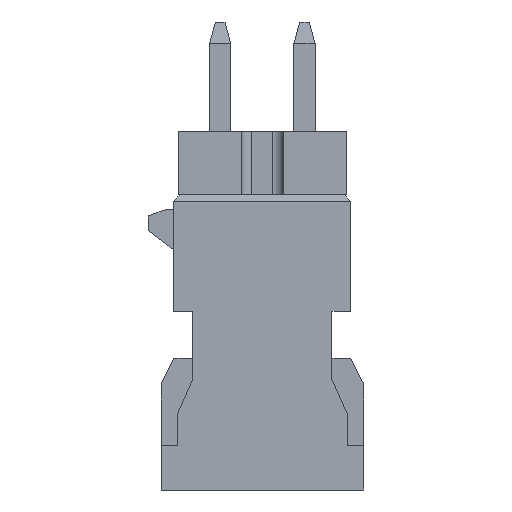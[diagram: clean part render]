
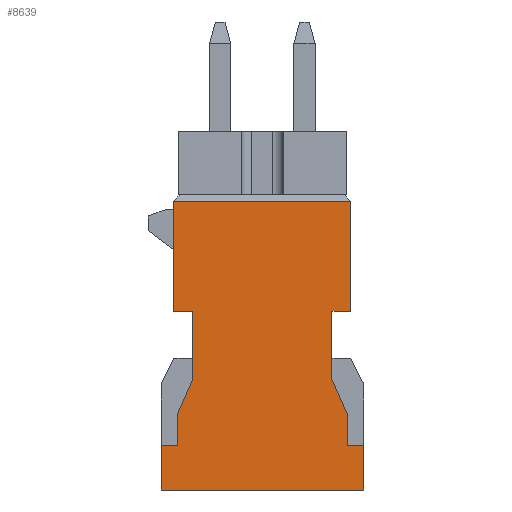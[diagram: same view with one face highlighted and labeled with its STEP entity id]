
A CAD part, left-side view. The second image highlights one B-rep face of the part: STEP entity #8639.
In plain terms, the highlighted planar face has unit normal (-1, 0, 0).
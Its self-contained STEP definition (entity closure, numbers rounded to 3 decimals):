
#13=DIRECTION('',(0.,0.,1.));
#56=DIRECTION('',(1.,0.,0.));
#62=( GEOMETRIC_REPRESENTATION_CONTEXT(2) PARAMETRIC_REPRESENTATION_CONTEXT() REPRESENTATION_CONTEXT('2D SPACE',''  ) );
#71=VECTOR('',#72,1.);
#72=DIRECTION('',(1.,0.));
#84=VECTOR('',#85,1.);
#85=DIRECTION('',(-1.,0.));
#106=VECTOR('',#107,1.);
#107=DIRECTION('',(0.,-1.));
#545=VECTOR('',#546,1.);
#546=DIRECTION('',(0.,1.));
#604=VECTOR('',#605,1.);
#605=DIRECTION('',(-0.407,-0.914));
#648=VECTOR('',#649,1.);
#649=DIRECTION('',(-0.407,0.914));
#2647=DIRECTION('',(-1.,0.,0.));
#7628=VECTOR('',#7629,1.);
#7629=DIRECTION('',(0.,1.,0.));
#7658=VECTOR('',#7659,1.);
#7659=DIRECTION('',(0.,-1.,0.));
#7664=PLANE('',#7665);
#7665=AXIS2_PLACEMENT_3D('',#7666,#7667,#7659);
#7666=CARTESIAN_POINT('',(-4.95,2.1,0.));
#7667=DIRECTION('',(0.707,0.,-0.707));
#8261=VERTEX_POINT('',#8262);
#8262=CARTESIAN_POINT('',(-5.1,2.1,-0.15));
#8270=PLANE('',#8271);
#8271=AXIS2_PLACEMENT_3D('',#8272,#7659,#8273);
#8272=CARTESIAN_POINT('',(5.1,2.1,0.));
#8273=DIRECTION('',(0.,0.,-1.));
#8308=EDGE_CURVE('',#8261,#8309,#8311,.T.);
#8309=VERTEX_POINT('',#8310);
#8310=CARTESIAN_POINT('',(-5.1,2.1,-2.76));
#8311=SURFACE_CURVE('',#8312,(#8314,#8318),.PCURVE_S1.);
#8312=LINE('',#8262,#8313);
#8313=VECTOR('',#8273,1.);
#8314=PCURVE('',#8270,#8315);
#8315=DEFINITIONAL_REPRESENTATION('',(#8316),#62);
#8316=LINE('',#8317,#71);
#8317=CARTESIAN_POINT('',(0.15,-10.2));
#8318=PCURVE('',#8319,#8322);
#8319=PLANE('',#8320);
#8320=AXIS2_PLACEMENT_3D('',#8321,#2647,#7659);
#8321=CARTESIAN_POINT('',(-5.1,2.4,0.));
#8322=DEFINITIONAL_REPRESENTATION('',(#8323),#62);
#8323=LINE('',#8324,#106);
#8324=CARTESIAN_POINT('',(0.3,-0.15));
#8328=CARTESIAN_POINT('',(5.1,2.1,-2.76));
#8336=PLANE('',#8337);
#8337=AXIS2_PLACEMENT_3D('',#8328,#13,#7659);
#8347=DEFINITIONAL_REPRESENTATION('',(#8348),#62);
#8348=LINE('',#8349,#106);
#8349=CARTESIAN_POINT('',(4.5,-0.15));
#8639=ADVANCED_FACE('',(#8640),#8319,.T.);
#8640=FACE_BOUND('',#8641,.F.);
#8641=EDGE_LOOP('',(#8642,#8643,#8656,#8670,#8687,#8702,#8719,    #8733,#8747,#8763,#8780,#8794,#8810,#8824,#8841,#8855));
#8642=ORIENTED_EDGE('',*,*,#8308,.F.);
#8643=ORIENTED_EDGE('',*,*,#8644,.T.);
#8644=EDGE_CURVE('',#8261,#8645,#8647,.T.);
#8645=VERTEX_POINT('',#8646);
#8646=CARTESIAN_POINT('',(-5.1,-2.1,-0.15));
#8647=SURFACE_CURVE('',#8648,(#8649,#8652),.PCURVE_S1.);
#8648=LINE('',#8262,#7658);
#8649=PCURVE('',#8319,#8650);
#8650=DEFINITIONAL_REPRESENTATION('',(#8651),#62);
#8651=LINE('',#8324,#71);
#8652=PCURVE('',#7664,#8653);
#8653=DEFINITIONAL_REPRESENTATION('',(#8654),#62);
#8654=LINE('',#8655,#71);
#8655=CARTESIAN_POINT('',(-0.,0.212));
#8656=ORIENTED_EDGE('',*,*,#8657,.T.);
#8657=EDGE_CURVE('',#8645,#8658,#8660,.T.);
#8658=VERTEX_POINT('',#8659);
#8659=CARTESIAN_POINT('',(-5.1,-2.1,-2.76));
#8660=SURFACE_CURVE('',#8661,(#8662,#8663),.PCURVE_S1.);
#8661=LINE('',#8646,#8313);
#8662=PCURVE('',#8319,#8347);
#8663=PCURVE('',#8664,#8667);
#8664=PLANE('',#8665);
#8665=AXIS2_PLACEMENT_3D('',#8666,#7629,#13);
#8666=CARTESIAN_POINT('',(5.1,-2.1,-2.76));
#8667=DEFINITIONAL_REPRESENTATION('',(#8668),#62);
#8668=LINE('',#8669,#84);
#8669=CARTESIAN_POINT('',(2.61,-10.2));
#8670=ORIENTED_EDGE('',*,*,#8671,.F.);
#8671=EDGE_CURVE('',#8672,#8658,#8674,.T.);
#8672=VERTEX_POINT('',#8673);
#8673=CARTESIAN_POINT('',(-5.1,-1.65,-2.76));
#8674=SURFACE_CURVE('',#8675,(#8676,#8680),.PCURVE_S1.);
#8675=LINE('',#8673,#7658);
#8676=PCURVE('',#8319,#8677);
#8677=DEFINITIONAL_REPRESENTATION('',(#8678),#62);
#8678=LINE('',#8679,#71);
#8679=CARTESIAN_POINT('',(4.05,-2.76));
#8680=PCURVE('',#8681,#8684);
#8681=PLANE('',#8682);
#8682=AXIS2_PLACEMENT_3D('',#8683,#13,#7659);
#8683=CARTESIAN_POINT('',(5.1,-1.65,-2.76));
#8684=DEFINITIONAL_REPRESENTATION('',(#8685),#62);
#8685=LINE('',#8686,#71);
#8686=CARTESIAN_POINT('',(0.,-10.2));
#8687=ORIENTED_EDGE('',*,*,#8688,.F.);
#8688=EDGE_CURVE('',#8689,#8672,#8691,.T.);
#8689=VERTEX_POINT('',#8690);
#8690=CARTESIAN_POINT('',(-5.1,-1.65,-4.38));
#8691=SURFACE_CURVE('',#8692,(#8694,#8698),.PCURVE_S1.);
#8692=LINE('',#8690,#8693);
#8693=VECTOR('',#13,1.);
#8694=PCURVE('',#8319,#8695);
#8695=DEFINITIONAL_REPRESENTATION('',(#8696),#62);
#8696=LINE('',#8697,#545);
#8697=CARTESIAN_POINT('',(4.05,-4.38));
#8698=PCURVE('',#8699,#8684);
#8699=PLANE('',#8700);
#8700=AXIS2_PLACEMENT_3D('',#8701,#7629,#13);
#8701=CARTESIAN_POINT('',(5.1,-1.65,-4.38));
#8702=ORIENTED_EDGE('',*,*,#8703,.F.);
#8703=EDGE_CURVE('',#8704,#8689,#8706,.T.);
#8704=VERTEX_POINT('',#8705);
#8705=CARTESIAN_POINT('',(-5.1,-2.01,-5.189));
#8706=SURFACE_CURVE('',#8707,(#8710,#8714),.PCURVE_S1.);
#8707=LINE('',#8705,#8708);
#8708=VECTOR('',#8709,1.);
#8709=DIRECTION('',(0.,0.407,0.914));
#8710=PCURVE('',#8319,#8711);
#8711=DEFINITIONAL_REPRESENTATION('',(#8712),#62);
#8712=LINE('',#8713,#648);
#8713=CARTESIAN_POINT('',(4.41,-5.189));
#8714=PCURVE('',#8715,#8684);
#8715=PLANE('',#8716);
#8716=AXIS2_PLACEMENT_3D('',#8717,#8718,#8709);
#8717=CARTESIAN_POINT('',(5.1,-2.01,-5.189));
#8718=DIRECTION('',(0.,0.914,-0.407));
#8719=ORIENTED_EDGE('',*,*,#8720,.F.);
#8720=EDGE_CURVE('',#8721,#8704,#8723,.T.);
#8721=VERTEX_POINT('',#8722);
#8722=CARTESIAN_POINT('',(-5.1,-2.01,-5.95));
#8723=SURFACE_CURVE('',#8724,(#8725,#8729),.PCURVE_S1.);
#8724=LINE('',#8722,#8693);
#8725=PCURVE('',#8319,#8726);
#8726=DEFINITIONAL_REPRESENTATION('',(#8727),#62);
#8727=LINE('',#8728,#545);
#8728=CARTESIAN_POINT('',(4.41,-5.95));
#8729=PCURVE('',#8730,#8684);
#8730=PLANE('',#8731);
#8731=AXIS2_PLACEMENT_3D('',#8732,#7629,#13);
#8732=CARTESIAN_POINT('',(5.1,-2.01,-5.95));
#8733=ORIENTED_EDGE('',*,*,#8734,.F.);
#8734=EDGE_CURVE('',#8735,#8721,#8737,.T.);
#8735=VERTEX_POINT('',#8736);
#8736=CARTESIAN_POINT('',(-5.1,-2.4,-5.95));
#8737=SURFACE_CURVE('',#8738,(#8739,#8743),.PCURVE_S1.);
#8738=LINE('',#8736,#7628);
#8739=PCURVE('',#8319,#8740);
#8740=DEFINITIONAL_REPRESENTATION('',(#8741),#62);
#8741=LINE('',#8742,#84);
#8742=CARTESIAN_POINT('',(4.8,-5.95));
#8743=PCURVE('',#8744,#8684);
#8744=PLANE('',#8745);
#8745=AXIS2_PLACEMENT_3D('',#8746,#8273,#7629);
#8746=CARTESIAN_POINT('',(5.1,-2.4,-5.95));
#8747=ORIENTED_EDGE('',*,*,#8748,.T.);
#8748=EDGE_CURVE('',#8735,#8749,#8751,.T.);
#8749=VERTEX_POINT('',#8750);
#8750=CARTESIAN_POINT('',(-5.1,-2.4,-7.));
#8751=SURFACE_CURVE('',#8752,(#8753,#8756),.PCURVE_S1.);
#8752=LINE('',#8736,#8313);
#8753=PCURVE('',#8319,#8754);
#8754=DEFINITIONAL_REPRESENTATION('',(#8755),#62);
#8755=LINE('',#8742,#106);
#8756=PCURVE('',#8757,#8760);
#8757=PLANE('',#8758);
#8758=AXIS2_PLACEMENT_3D('',#8759,#7659,#56);
#8759=CARTESIAN_POINT('',(-5.1,-2.4,0.));
#8760=DEFINITIONAL_REPRESENTATION('',(#8761),#62);
#8761=LINE('',#8762,#106);
#8762=CARTESIAN_POINT('',(0.,-5.95));
#8763=ORIENTED_EDGE('',*,*,#8764,.F.);
#8764=EDGE_CURVE('',#8765,#8749,#8767,.T.);
#8765=VERTEX_POINT('',#8766);
#8766=CARTESIAN_POINT('',(-5.1,2.4,-7.));
#8767=SURFACE_CURVE('',#8768,(#8769,#8773),.PCURVE_S1.);
#8768=LINE('',#8766,#7658);
#8769=PCURVE('',#8319,#8770);
#8770=DEFINITIONAL_REPRESENTATION('',(#8771),#62);
#8771=LINE('',#8772,#71);
#8772=CARTESIAN_POINT('',(0.,-7.));
#8773=PCURVE('',#8774,#8777);
#8774=PLANE('',#8775);
#8775=AXIS2_PLACEMENT_3D('',#8776,#13,#56);
#8776=CARTESIAN_POINT('',(0.,0.,-7.));
#8777=DEFINITIONAL_REPRESENTATION('',(#8778),#62);
#8778=LINE('',#8779,#106);
#8779=CARTESIAN_POINT('',(-5.1,2.4));
#8780=ORIENTED_EDGE('',*,*,#8781,.F.);
#8781=EDGE_CURVE('',#8782,#8765,#8784,.T.);
#8782=VERTEX_POINT('',#8783);
#8783=CARTESIAN_POINT('',(-5.1,2.4,-5.95));
#8784=SURFACE_CURVE('',#8785,(#8786,#8787),.PCURVE_S1.);
#8785=LINE('',#8783,#8313);
#8786=PCURVE('',#8319,#8760);
#8787=PCURVE('',#8788,#8791);
#8788=PLANE('',#8789);
#8789=AXIS2_PLACEMENT_3D('',#8790,#7629,#2647);
#8790=CARTESIAN_POINT('',(5.1,2.4,0.));
#8791=DEFINITIONAL_REPRESENTATION('',(#8792),#62);
#8792=LINE('',#8793,#106);
#8793=CARTESIAN_POINT('',(10.2,-5.95));
#8794=ORIENTED_EDGE('',*,*,#8795,.T.);
#8795=EDGE_CURVE('',#8782,#8796,#8798,.T.);
#8796=VERTEX_POINT('',#8797);
#8797=CARTESIAN_POINT('',(-5.1,2.01,-5.95));
#8798=SURFACE_CURVE('',#8799,(#8800,#8803),.PCURVE_S1.);
#8799=LINE('',#8783,#7658);
#8800=PCURVE('',#8319,#8801);
#8801=DEFINITIONAL_REPRESENTATION('',(#8802),#62);
#8802=LINE('',#8762,#71);
#8803=PCURVE('',#8804,#8807);
#8804=PLANE('',#8805);
#8805=AXIS2_PLACEMENT_3D('',#8806,#8273,#7629);
#8806=CARTESIAN_POINT('',(5.1,2.01,-5.95));
#8807=DEFINITIONAL_REPRESENTATION('',(#8808),#62);
#8808=LINE('',#8809,#84);
#8809=CARTESIAN_POINT('',(0.39,-10.2));
#8810=ORIENTED_EDGE('',*,*,#8811,.F.);
#8811=EDGE_CURVE('',#8812,#8796,#8814,.T.);
#8812=VERTEX_POINT('',#8813);
#8813=CARTESIAN_POINT('',(-5.1,2.01,-5.189));
#8814=SURFACE_CURVE('',#8815,(#8816,#8820),.PCURVE_S1.);
#8815=LINE('',#8813,#8313);
#8816=PCURVE('',#8319,#8817);
#8817=DEFINITIONAL_REPRESENTATION('',(#8818),#62);
#8818=LINE('',#8819,#106);
#8819=CARTESIAN_POINT('',(0.39,-5.189));
#8820=PCURVE('',#8821,#8684);
#8821=PLANE('',#8822);
#8822=AXIS2_PLACEMENT_3D('',#8823,#7659,#8273);
#8823=CARTESIAN_POINT('',(5.1,2.01,-5.189));
#8824=ORIENTED_EDGE('',*,*,#8825,.F.);
#8825=EDGE_CURVE('',#8826,#8812,#8828,.T.);
#8826=VERTEX_POINT('',#8827);
#8827=CARTESIAN_POINT('',(-5.1,1.65,-4.38));
#8828=SURFACE_CURVE('',#8829,(#8832,#8836),.PCURVE_S1.);
#8829=LINE('',#8827,#8830);
#8830=VECTOR('',#8831,1.);
#8831=DIRECTION('',(0.,0.407,-0.914));
#8832=PCURVE('',#8319,#8833);
#8833=DEFINITIONAL_REPRESENTATION('',(#8834),#62);
#8834=LINE('',#8835,#604);
#8835=CARTESIAN_POINT('',(0.75,-4.38));
#8836=PCURVE('',#8837,#8684);
#8837=PLANE('',#8838);
#8838=AXIS2_PLACEMENT_3D('',#8839,#8840,#8831);
#8839=CARTESIAN_POINT('',(5.1,1.65,-4.38));
#8840=DIRECTION('',(0.,-0.914,-0.407));
#8841=ORIENTED_EDGE('',*,*,#8842,.F.);
#8842=EDGE_CURVE('',#8843,#8826,#8845,.T.);
#8843=VERTEX_POINT('',#8844);
#8844=CARTESIAN_POINT('',(-5.1,1.65,-2.76));
#8845=SURFACE_CURVE('',#8846,(#8847,#8851),.PCURVE_S1.);
#8846=LINE('',#8844,#8313);
#8847=PCURVE('',#8319,#8848);
#8848=DEFINITIONAL_REPRESENTATION('',(#8849),#62);
#8849=LINE('',#8850,#106);
#8850=CARTESIAN_POINT('',(0.75,-2.76));
#8851=PCURVE('',#8852,#8684);
#8852=PLANE('',#8853);
#8853=AXIS2_PLACEMENT_3D('',#8854,#7659,#8273);
#8854=CARTESIAN_POINT('',(5.1,1.65,-2.76));
#8855=ORIENTED_EDGE('',*,*,#8856,.F.);
#8856=EDGE_CURVE('',#8309,#8843,#8857,.T.);
#8857=SURFACE_CURVE('',#8858,(#8859,#8863),.PCURVE_S1.);
#8858=LINE('',#8310,#7658);
#8859=PCURVE('',#8319,#8860);
#8860=DEFINITIONAL_REPRESENTATION('',(#8861),#62);
#8861=LINE('',#8862,#71);
#8862=CARTESIAN_POINT('',(0.3,-2.76));
#8863=PCURVE('',#8336,#8684);
